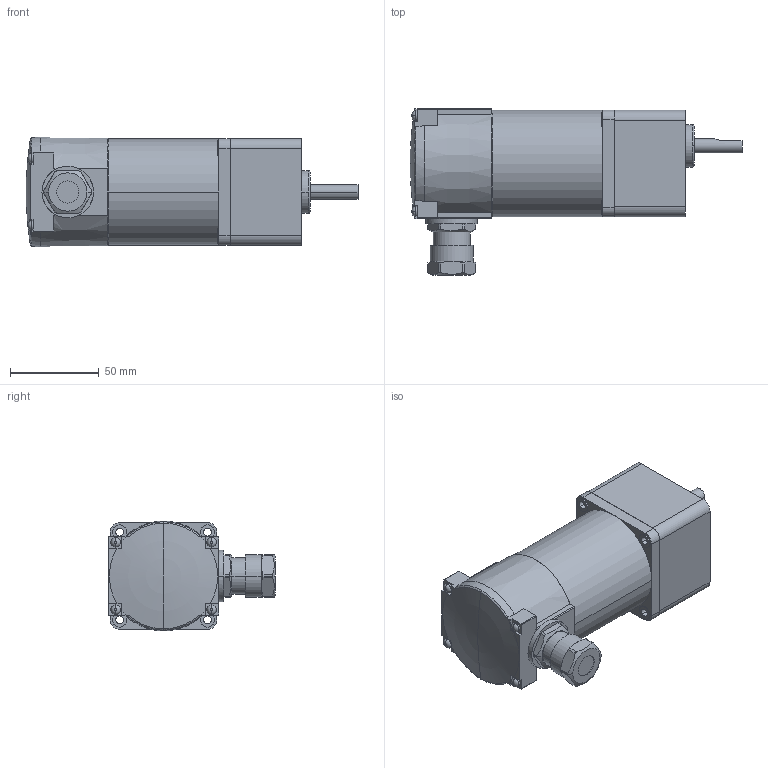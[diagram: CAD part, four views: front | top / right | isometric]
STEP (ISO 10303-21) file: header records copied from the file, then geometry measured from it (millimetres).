
FILE_DESCRIPTION( ( '' ), '1' );
FILE_NAME( '2IK6GN-B-2GN25-180S.stp', '2008-07-10T09:59:51', ( '' ), ( '' ), ' ', ' ', ' ' );
FILE_SCHEMA( ( 'CONFIG_CONTROL_DESIGN' ) );
Length unit declared in the file: millimetre
Products named in the file (2): 1; 2
Bounding box: 187 x 94 x 61.78 mm (x, y, z)
Volume: 493027.8 mm3; surface area: 54018.3 mm2
Topology: 2 solids, 2 shells, 239 faces, 628 edges, 409 vertices
Faces by surface type: cylinder 112, plane 93, cone 18, torus 16
Entity records: 7660 total; most frequent: CARTESIAN_POINT 1500, DIRECTION 1356, ORIENTED_EDGE 1252, EDGE_CURVE 626, AXIS2_PLACEMENT_3D 545, VERTEX_POINT 409, CIRCLE 302, EDGE_LOOP 273
